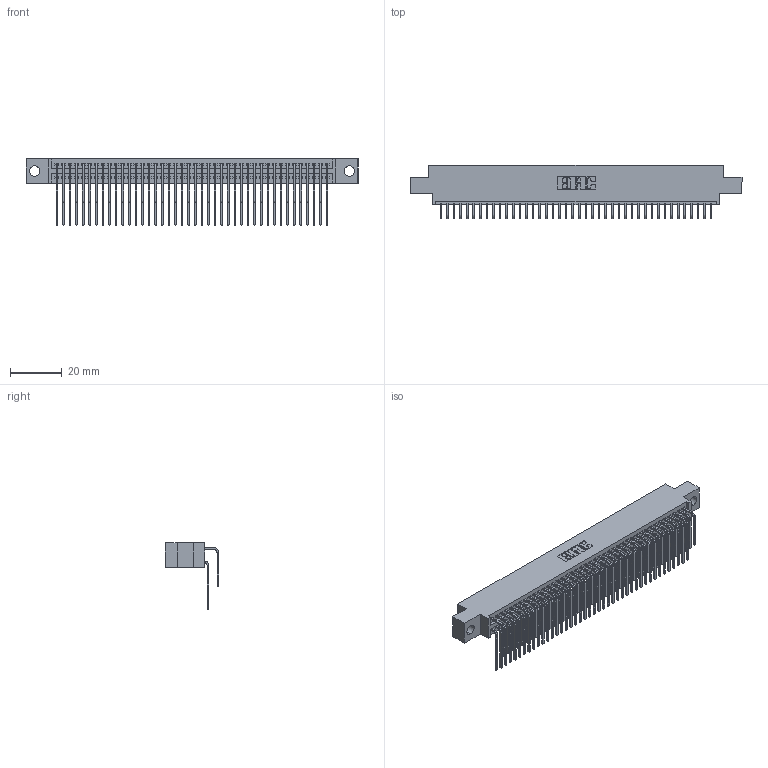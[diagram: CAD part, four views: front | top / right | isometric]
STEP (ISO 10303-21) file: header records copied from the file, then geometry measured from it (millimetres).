
FILE_DESCRIPTION (( 'STEP AP203' ), '1' );
FILE_NAME ('345-084-559-804.STEP', '2018-10-04T03:34:05', ( '' ), ( '' ), 'SwSTEP 2.0', 'SolidWorks 2016', '' );
FILE_SCHEMA (( 'CONFIG_CONTROL_DESIGN' ));
Length unit declared in the file: inch
Products named in the file (4): 345-084-559-804; 345-292-001_558 559 Tail - 1; 345 Part_0.170 Offset - 0.156 Dia-TH; 345-292-001_559 Tail - 2
Assembly tree (85 placements, depth 2):
  345-084-559-804
    345 Part_0.170 Offset - 0.156 Dia-TH
    345-292-001_558 559 Tail - 1  x42
    345-292-001_559 Tail - 2  x42
Bounding box: 127.89 x 20.56 x 25.53 mm (x, y, z)
Volume: 12706.6 mm3; surface area: 21019.8 mm2
Topology: 85 solids, 85 shells, 4498 faces, 13373 edges, 8802 vertices
Faces by surface type: plane 3024, cylinder 1474
Entity records: 34741 total; most frequent: CARTESIAN_POINT 5871, ORIENTED_EDGE 5754, DIRECTION 5149, EDGE_CURVE 2877, LINE 2537, VECTOR 2537, VERTEX_POINT 1914, AXIS2_PLACEMENT_3D 1306
